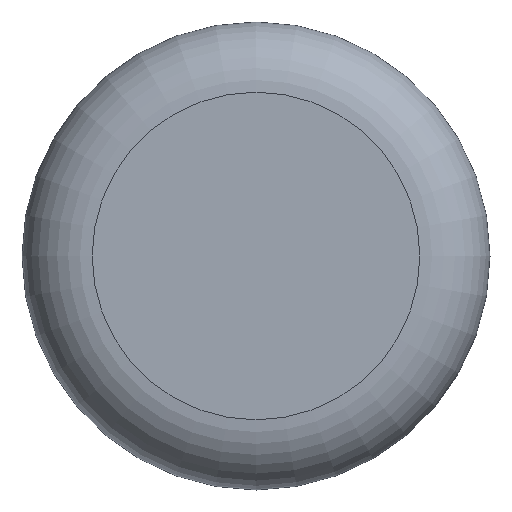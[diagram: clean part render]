
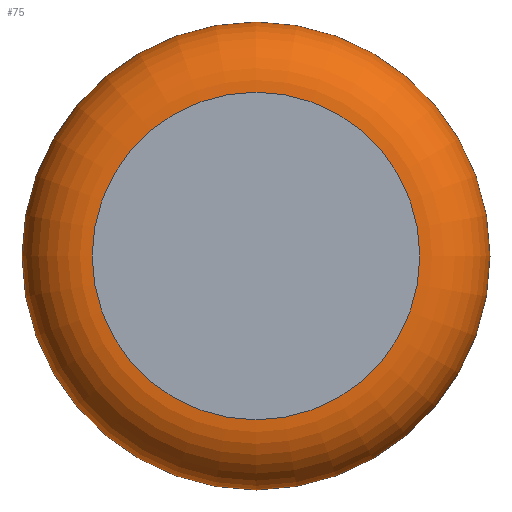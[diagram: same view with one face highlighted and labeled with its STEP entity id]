
A CAD part, front view. The second image highlights one B-rep face of the part: STEP entity #75.
In plain terms, the highlighted toroidal (fillet/blend) face has major radius 35 mm and minor radius 15 mm.
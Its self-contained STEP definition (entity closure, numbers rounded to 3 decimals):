
#22=FACE_OUTER_BOUND('',#27,.T.);
#27=EDGE_LOOP('',(#64,#65,#66,#67,#68));
#34=CIRCLE('',#104,50.);
#35=CIRCLE('',#105,50.);
#36=CIRCLE('',#107,15.);
#37=CIRCLE('',#108,35.);
#41=VERTEX_POINT('',#150);
#42=VERTEX_POINT('',#152);
#43=VERTEX_POINT('',#156);
#49=EDGE_CURVE('',#41,#42,#34,.T.);
#50=EDGE_CURVE('',#42,#41,#35,.T.);
#51=EDGE_CURVE('',#42,#43,#36,.T.);
#52=EDGE_CURVE('',#43,#43,#37,.T.);
#64=ORIENTED_EDGE('',*,*,#49,.F.);
#65=ORIENTED_EDGE('',*,*,#50,.F.);
#66=ORIENTED_EDGE('',*,*,#51,.T.);
#67=ORIENTED_EDGE('',*,*,#52,.T.);
#68=ORIENTED_EDGE('',*,*,#51,.F.);
#72=TOROIDAL_SURFACE('',#106,35.,15.);
#75=ADVANCED_FACE('',(#22),#72,.T.);
#104=AXIS2_PLACEMENT_3D('',#153,#126,#127);
#105=AXIS2_PLACEMENT_3D('',#154,#128,#129);
#106=AXIS2_PLACEMENT_3D('',#155,#130,#131);
#107=AXIS2_PLACEMENT_3D('',#157,#132,#133);
#108=AXIS2_PLACEMENT_3D('',#158,#134,#135);
#126=DIRECTION('center_axis',(0.,1.,0.));
#127=DIRECTION('ref_axis',(1.,0.,0.));
#128=DIRECTION('center_axis',(0.,1.,0.));
#129=DIRECTION('ref_axis',(1.,0.,0.));
#130=DIRECTION('center_axis',(0.,1.,0.));
#131=DIRECTION('ref_axis',(-1.,0.,0.));
#132=DIRECTION('center_axis',(0.,0.,-1.));
#133=DIRECTION('ref_axis',(1.,0.,0.));
#134=DIRECTION('center_axis',(0.,1.,0.));
#135=DIRECTION('ref_axis',(1.,0.,0.));
#150=CARTESIAN_POINT('',(-4.526,-0.5,-81.));
#152=CARTESIAN_POINT('',(95.474,-0.5,-81.));
#153=CARTESIAN_POINT('Origin',(45.474,-0.5,-81.));
#154=CARTESIAN_POINT('Origin',(45.474,-0.5,-81.));
#155=CARTESIAN_POINT('Origin',(45.474,-0.5,-81.));
#156=CARTESIAN_POINT('',(80.474,-15.5,-81.));
#157=CARTESIAN_POINT('Origin',(80.474,-0.5,-81.));
#158=CARTESIAN_POINT('Origin',(45.474,-15.5,-81.));
